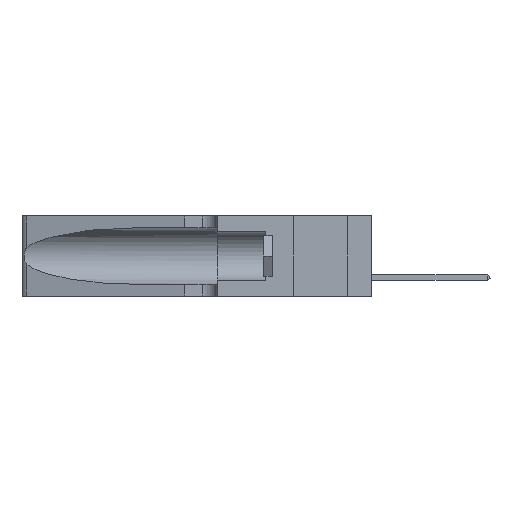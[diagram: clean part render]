
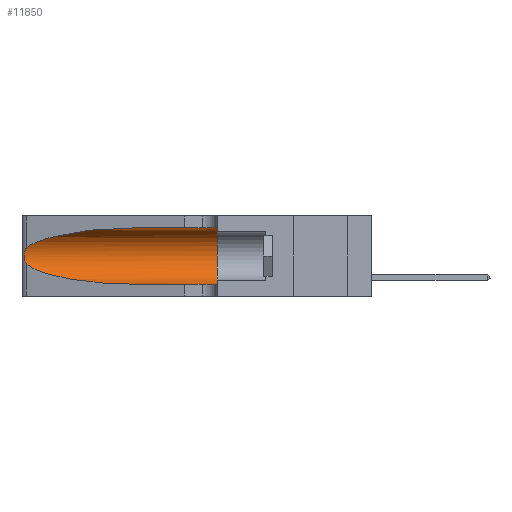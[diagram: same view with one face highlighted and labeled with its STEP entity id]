
A CAD part, left-side view. The second image highlights one B-rep face of the part: STEP entity #11850.
In plain terms, the highlighted cylindrical face has radius 3.308 mm (diameter 6.617 mm), a partial arc.
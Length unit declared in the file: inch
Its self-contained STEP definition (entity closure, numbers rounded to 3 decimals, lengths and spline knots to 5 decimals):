
#334 = DIRECTION ( 'NONE',  ( 0., -1., 0. ) ) ;
#457 = CARTESIAN_POINT ( 'NONE',  ( 0.25789, 1.23486, 0.15765 ) ) ;
#562 = CARTESIAN_POINT ( 'NONE',  ( 0.25639, 1.23186, 0.15144 ) ) ;
#565 = VECTOR ( 'NONE', #25139, 39.37008 ) ;
#1283 = DIRECTION ( 'NONE',  ( 0., 0., 1. ) ) ;
#1386 = VERTEX_POINT ( 'NONE', #16805 ) ;
#1500 = ORIENTED_EDGE ( 'NONE', *, *, #26334, .T. ) ;
#2886 = CARTESIAN_POINT ( 'NONE',  ( 0.25487, 1.22718, 0.14631 ) ) ;
#3281 = CIRCLE ( 'NONE', #9021, 0.13025 ) ;
#4254 = EDGE_CURVE ( 'NONE', #15030, #29773, #3281, .T. ) ;
#4733 = VECTOR ( 'NONE', #10164, 39.37008 ) ;
#4933 = VERTEX_POINT ( 'NONE', #2886 ) ;
#5593 = CARTESIAN_POINT ( 'NONE',  ( 0.1305, 1.61858, 0.05475 ) ) ;
#5974 =( BOUNDED_CURVE ( )  B_SPLINE_CURVE ( 3, ( #14332, #7251, #16695, #9911 ),
 .UNSPECIFIED., .F., .F. ) 
 B_SPLINE_CURVE_WITH_KNOTS ( ( 4, 4 ),
 ( 3.44316, 4.71239 ),
 .UNSPECIFIED. ) 
 CURVE ( )  GEOMETRIC_REPRESENTATION_ITEM ( )  RATIONAL_B_SPLINE_CURVE ( ( 1., 0.87, 0.87, 1. ) ) 
 REPRESENTATION_ITEM ( '' )  );
#6347 = CARTESIAN_POINT ( 'NONE',  ( 0.26075, 1.23896, 0.19203 ) ) ;
#6822 = CARTESIAN_POINT ( 'NONE',  ( 0.26075, 1.23896, 0.178 ) ) ;
#7109 = CARTESIAN_POINT ( 'NONE',  ( 0.26017, 1.23833, 0.17102 ) ) ;
#7251 = CARTESIAN_POINT ( 'NONE',  ( 0.2373, 1.15595, 0.08982 ) ) ;
#7768 = EDGE_CURVE ( 'NONE', #1386, #12138, #13664, .T. ) ;
#8270 = CARTESIAN_POINT ( 'NONE',  ( 0.25787, 1.23484, 0.2124 ) ) ;
#8750 = AXIS2_PLACEMENT_3D ( 'NONE', #12222, #334, #16719 ) ;
#9021 = AXIS2_PLACEMENT_3D ( 'NONE', #27309, #15423, #1283 ) ;
#9039 = CARTESIAN_POINT ( 'NONE',  ( 0.25555, 1.22994, 0.2215 ) ) ;
#9178 = CARTESIAN_POINT ( 'NONE',  ( 0.18966, 0.96281, 0.31525 ) ) ;
#9733 = FACE_OUTER_BOUND ( 'NONE', #11762, .T. ) ;
#9911 = CARTESIAN_POINT ( 'NONE',  ( 0.1305, 0.72297, 0.05475 ) ) ;
#10164 = DIRECTION ( 'NONE',  ( 0., -1., 0. ) ) ;
#10654 = CARTESIAN_POINT ( 'NONE',  ( 0.1305, 0.35, 0.05475 ) ) ;
#10972 = LINE ( 'NONE', #5593, #4733 ) ;
#11762 = EDGE_LOOP ( 'NONE', ( #12196, #14532, #26541, #1500, #22383, #20750 ) ) ;
#11850 = ADVANCED_FACE ( 'NONE', ( #9733 ), #30222, .F. ) ;
#12138 = VERTEX_POINT ( 'NONE', #22881 ) ;
#12196 = ORIENTED_EDGE ( 'NONE', *, *, #7768, .T. ) ;
#12222 = CARTESIAN_POINT ( 'NONE',  ( 0.1305, 1.61858, 0.185 ) ) ;
#12401 = EDGE_CURVE ( 'NONE', #1386, #15030, #27629, .T. ) ;
#13296 = CARTESIAN_POINT ( 'NONE',  ( 0.25854, 1.2359, 0.20912 ) ) ;
#13664 =( BOUNDED_CURVE ( )  B_SPLINE_CURVE ( 3, ( #13991, #9178, #24786, #26736 ),
 .UNSPECIFIED., .F., .F. ) 
 B_SPLINE_CURVE_WITH_KNOTS ( ( 4, 4 ),
 ( 1.5708, 2.84003 ),
 .UNSPECIFIED. ) 
 CURVE ( )  GEOMETRIC_REPRESENTATION_ITEM ( )  RATIONAL_B_SPLINE_CURVE ( ( 1., 0.87, 0.87, 1. ) ) 
 REPRESENTATION_ITEM ( '' )  );
#13722 = VERTEX_POINT ( 'NONE', #26041 ) ;
#13991 = CARTESIAN_POINT ( 'NONE',  ( 0.1305, 0.72297, 0.31525 ) ) ;
#14258 = CARTESIAN_POINT ( 'NONE',  ( 0.1305, 1.61858, 0.31525 ) ) ;
#14332 = CARTESIAN_POINT ( 'NONE',  ( 0.25487, 1.22718, 0.14631 ) ) ;
#14532 = ORIENTED_EDGE ( 'NONE', *, *, #19205, .T. ) ;
#15030 = VERTEX_POINT ( 'NONE', #16186 ) ;
#15423 = DIRECTION ( 'NONE',  ( 0., 1., 0. ) ) ;
#15471 = EDGE_CURVE ( 'NONE', #4933, #13722, #5974, .T. ) ;
#16186 = CARTESIAN_POINT ( 'NONE',  ( 0.1305, 0.35, 0.31525 ) ) ;
#16633 = CARTESIAN_POINT ( 'NONE',  ( 0.25487, 1.22718, 0.14631 ) ) ;
#16695 = CARTESIAN_POINT ( 'NONE',  ( 0.18966, 0.96281, 0.05475 ) ) ;
#16719 = DIRECTION ( 'NONE',  ( 0., 0., -1. ) ) ;
#16805 = CARTESIAN_POINT ( 'NONE',  ( 0.1305, 0.72297, 0.31525 ) ) ;
#16834 = B_SPLINE_CURVE_WITH_KNOTS ( 'NONE', 3,
 ( #19967, #9039, #18441, #8270, #13296, #17995, #6347, #6822, #7109, #30188, #457, #562, #28214, #16633 ),
 .UNSPECIFIED., .F., .F.,
 ( 4, 2, 2, 2, 2, 2, 4 ),
 ( 0., 0.00027, 0.00053, 0.00107, 0.0016, 0.00187, 0.00214 ),
 .UNSPECIFIED. ) ;
#17995 = CARTESIAN_POINT ( 'NONE',  ( 0.26018, 1.23835, 0.19895 ) ) ;
#18441 = CARTESIAN_POINT ( 'NONE',  ( 0.25639, 1.23184, 0.21858 ) ) ;
#19205 = EDGE_CURVE ( 'NONE', #12138, #4933, #16834, .T. ) ;
#19967 = CARTESIAN_POINT ( 'NONE',  ( 0.25487, 1.22718, 0.22369 ) ) ;
#20750 = ORIENTED_EDGE ( 'NONE', *, *, #12401, .F. ) ;
#22383 = ORIENTED_EDGE ( 'NONE', *, *, #4254, .F. ) ;
#22881 = CARTESIAN_POINT ( 'NONE',  ( 0.25487, 1.22718, 0.22369 ) ) ;
#24786 = CARTESIAN_POINT ( 'NONE',  ( 0.2373, 1.15595, 0.28018 ) ) ;
#25139 = DIRECTION ( 'NONE',  ( 0., -1., 0. ) ) ;
#26041 = CARTESIAN_POINT ( 'NONE',  ( 0.1305, 0.72297, 0.05475 ) ) ;
#26334 = EDGE_CURVE ( 'NONE', #13722, #29773, #10972, .T. ) ;
#26541 = ORIENTED_EDGE ( 'NONE', *, *, #15471, .T. ) ;
#26736 = CARTESIAN_POINT ( 'NONE',  ( 0.25487, 1.22718, 0.22369 ) ) ;
#27309 = CARTESIAN_POINT ( 'NONE',  ( 0.1305, 0.35, 0.185 ) ) ;
#27629 = LINE ( 'NONE', #14258, #565 ) ;
#28214 = CARTESIAN_POINT ( 'NONE',  ( 0.25555, 1.22993, 0.14849 ) ) ;
#29773 = VERTEX_POINT ( 'NONE', #10654 ) ;
#30188 = CARTESIAN_POINT ( 'NONE',  ( 0.25856, 1.23593, 0.16098 ) ) ;
#30222 = CYLINDRICAL_SURFACE ( 'NONE', #8750, 0.13025 ) ;
